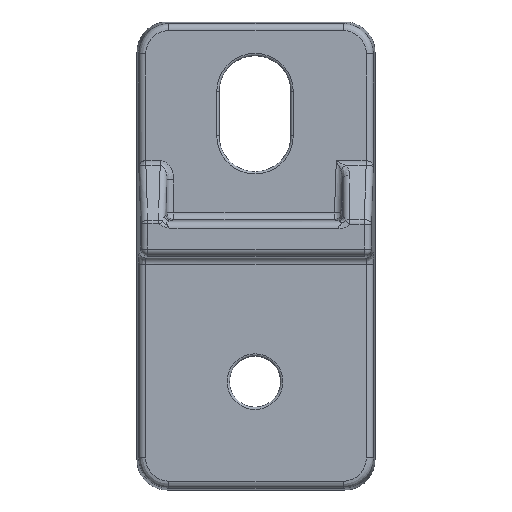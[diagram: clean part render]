
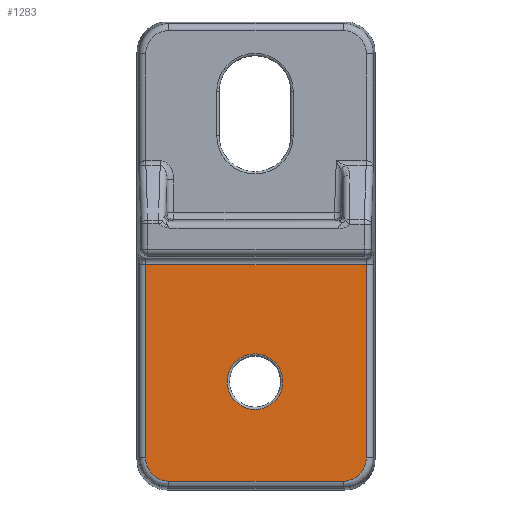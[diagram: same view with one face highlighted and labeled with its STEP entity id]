
A CAD part, top view. The second image highlights one B-rep face of the part: STEP entity #1283.
In plain terms, the highlighted planar face has unit normal (0, 0, 1).
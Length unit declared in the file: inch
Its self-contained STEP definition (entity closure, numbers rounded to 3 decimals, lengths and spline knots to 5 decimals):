
#19=FACE_BOUND($,#273,.T.);
#39=PLANE($,#1434);
#93=ELLIPSE($,#1402,0.10012,0.1);
#95=ELLIPSE($,#1408,0.10012,0.1);
#187=FACE_OUTER_BOUND($,#272,.T.);
#272=EDGE_LOOP($,(#1091,#1092,#1093,#1094,#1095,#1096));
#273=EDGE_LOOP($,(#1097));
#339=LINE($,#3535,#413);
#341=LINE($,#3571,#415);
#342=LINE($,#3576,#416);
#352=LINE($,#3688,#426);
#413=VECTOR($,#1697,0.83339);
#415=VECTOR($,#1709,0.75091);
#416=VECTOR($,#1714,0.83339);
#426=VECTOR($,#1766,0.95079);
#496=CIRCLE($,#1435,0.12);
#576=VERTEX_POINT($,#3490);
#579=VERTEX_POINT($,#3522);
#583=VERTEX_POINT($,#3531);
#585=VERTEX_POINT($,#3561);
#587=VERTEX_POINT($,#3567);
#590=VERTEX_POINT($,#3574);
#602=VERTEX_POINT($,#3709);
#738=EDGE_CURVE($,#579,#583,#339,.T.);
#741=EDGE_CURVE($,#583,#585,#93,.T.);
#744=EDGE_CURVE($,#585,#587,#341,.T.);
#746=EDGE_CURVE($,#590,#576,#342,.T.);
#749=EDGE_CURVE($,#587,#590,#95,.T.);
#768=EDGE_CURVE($,#576,#579,#352,.T.);
#779=EDGE_CURVE($,#602,#602,#496,.T.);
#1091=ORIENTED_EDGE($,*,*,#746,.F.);
#1092=ORIENTED_EDGE($,*,*,#749,.F.);
#1093=ORIENTED_EDGE($,*,*,#744,.F.);
#1094=ORIENTED_EDGE($,*,*,#741,.F.);
#1095=ORIENTED_EDGE($,*,*,#738,.F.);
#1096=ORIENTED_EDGE($,*,*,#768,.F.);
#1097=ORIENTED_EDGE($,*,*,#779,.F.);
#1283=ADVANCED_FACE($,(#187,#19),#39,.T.);
#1402=AXIS2_PLACEMENT_3D($,#3565,#1702,#1703);
#1408=AXIS2_PLACEMENT_3D($,#3604,#1718,#1719);
#1434=AXIS2_PLACEMENT_3D($,#3708,#1787,#1788);
#1435=AXIS2_PLACEMENT_3D($,#3710,#1789,#1790);
#1697=DIRECTION($,(0.,-1.,0.));
#1702=DIRECTION('center_axis',(0.,0.,-1.));
#1703=DIRECTION('ref_axis',(0.707,-0.707,0.));
#1709=DIRECTION($,(-1.,0.,0.));
#1714=DIRECTION($,(0.,1.,0.));
#1718=DIRECTION('center_axis',(0.,0.,-1.));
#1719=DIRECTION('ref_axis',(-0.707,-0.707,0.));
#1766=DIRECTION($,(1.,0.,0.));
#1787=DIRECTION('center_axis',(0.,0.,1.));
#1788=DIRECTION('ref_axis',(1.,0.,0.));
#1789=DIRECTION('center_axis',(0.,0.,1.));
#1790=DIRECTION('ref_axis',(0.,1.,0.));
#3490=CARTESIAN_POINT('',(-0.47103,-0.0377,0.125));
#3522=CARTESIAN_POINT('',(0.47976,-0.0377,0.125));
#3531=CARTESIAN_POINT('',(0.47976,-0.87109,0.125));
#3535=CARTESIAN_POINT($,(0.47976,-0.0377,0.125));
#3561=CARTESIAN_POINT('',(0.37982,-0.97103,0.125));
#3565=CARTESIAN_POINT('Origin',(0.3797,-0.87097,0.125));
#3567=CARTESIAN_POINT('',(-0.37109,-0.97103,0.125));
#3571=CARTESIAN_POINT($,(0.37982,-0.97103,0.125));
#3574=CARTESIAN_POINT('',(-0.47103,-0.87109,0.125));
#3576=CARTESIAN_POINT($,(-0.47103,-0.87109,0.125));
#3604=CARTESIAN_POINT('Origin',(-0.37097,-0.87097,0.125));
#3688=CARTESIAN_POINT($,(-0.47103,-0.0377,0.125));
#3708=CARTESIAN_POINT('Origin',(0.,0.,0.125));
#3709=CARTESIAN_POINT('',(0.,-0.662,0.125));
#3710=CARTESIAN_POINT('Origin',(0.,-0.542,0.125));
